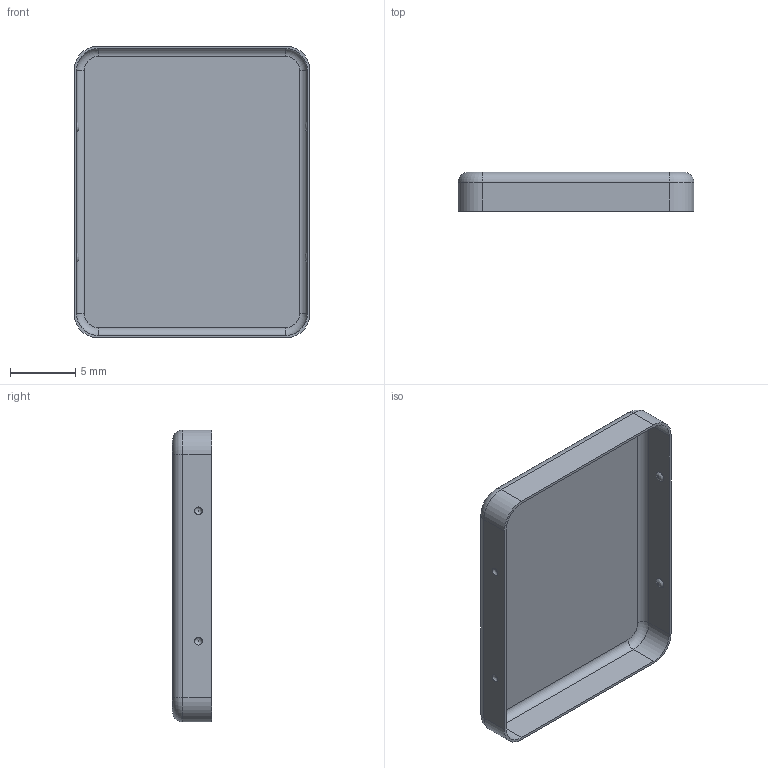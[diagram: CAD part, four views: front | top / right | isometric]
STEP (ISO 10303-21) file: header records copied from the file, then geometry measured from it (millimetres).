
FILE_DESCRIPTION( ( 'Unknown' ), '1' );
FILE_NAME( '36712203.stp', 'Unknown', ( 'Unknown' ), ( 'Unknown' ), 'PSStep 21.0.46', 'Unknown', ' ' );
FILE_SCHEMA( ( 'AUTOMOTIVE_DESIGN { 1 0 10303 214 1 1 1 1 }' ) );
Length unit declared in the file: millimetre
Products named in the file (1): MS220-20C
Bounding box: 18.1 x 3 x 22.4 mm (x, y, z)
Volume: 119.1 mm3; surface area: 1206.6 mm2
Topology: 1 solids, 1 shells, 51 faces, 108 edges, 68 vertices
Faces by surface type: plane 19, cylinder 16, bspline 8, torus 8
Entity records: 1914 total; most frequent: CARTESIAN_POINT 428, DIRECTION 240, ORIENTED_EDGE 192, AXIS2_PLACEMENT_3D 100, EDGE_CURVE 96, EDGE_LOOP 68, VERTEX_POINT 64, FACE_OUTER_BOUND 59
